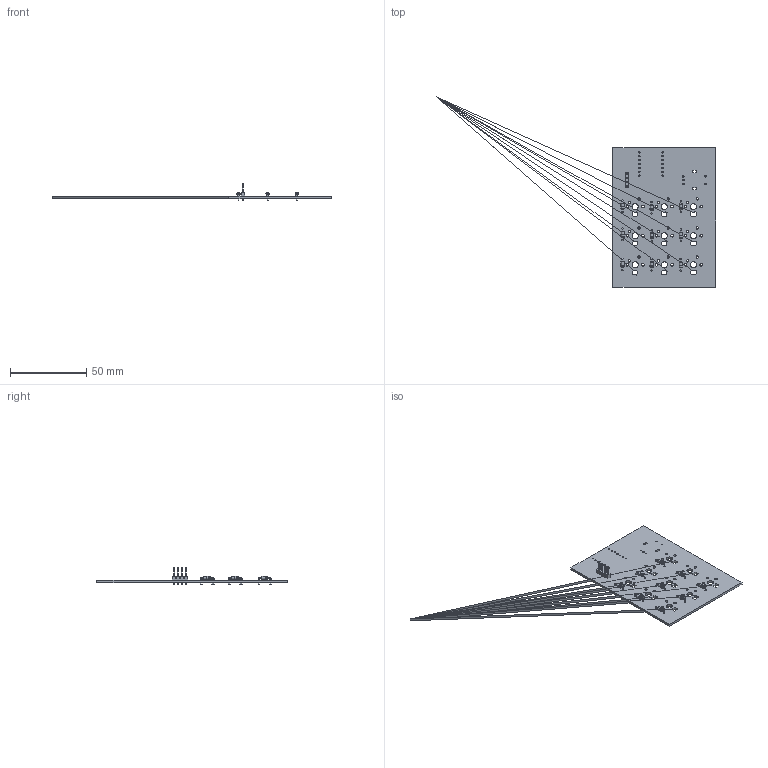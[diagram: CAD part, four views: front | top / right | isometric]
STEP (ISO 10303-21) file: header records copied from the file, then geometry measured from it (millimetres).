
FILE_DESCRIPTION(('KiCad electronic assembly'),'2;1');
FILE_NAME('mycoolpad.step','2026-02-01T16:41:34',('Pcbnew'),('Kicad'), 'Open CASCADE STEP processor 7.9','KiCad to STEP converter','Unknown' );
FILE_SCHEMA(('AUTOMOTIVE_DESIGN { 1 0 10303 214 1 1 1 1 }'));
Length unit declared in the file: millimetre
Products named in the file (4): mycoolpad 1; D_DO-35_SOD27_P7.62mm_Horizontal; PinHeader_1x04_P2.54mm_Vertical; mycoolpad_PCB
Assembly tree (11 placements, depth 2):
  mycoolpad 1
    D_DO-35_SOD27_P7.62mm_Horizontal  x9
    PinHeader_1x04_P2.54mm_Vertical
    mycoolpad_PCB
Bounding box: 182.84 x 124.5 x 11.54 mm (x, y, z)
Volume: 215.7 mm3; surface area: 15959.2 mm2
Topology: 19 solids, 22 shells, 584 faces, 1506 edges, 968 vertices
Faces by surface type: plane 403, cylinder 145, torus 36
Full cylindrical faces by diameter (mm): 0.5 x27, 0.8 x17, 0.889 x14, 1 x9, 1.5 x16, 1.7 x13, 2 x18, 2.02 x9, 4 x7
Entity records: 16098 total; most frequent: CARTESIAN_POINT 2638, ORIENTED_EDGE 2552, DIRECTION 2488, EDGE_CURVE 1314, LINE 1076, VECTOR 1076, VERTEX_POINT 856, AXIS2_PLACEMENT_3D 706
